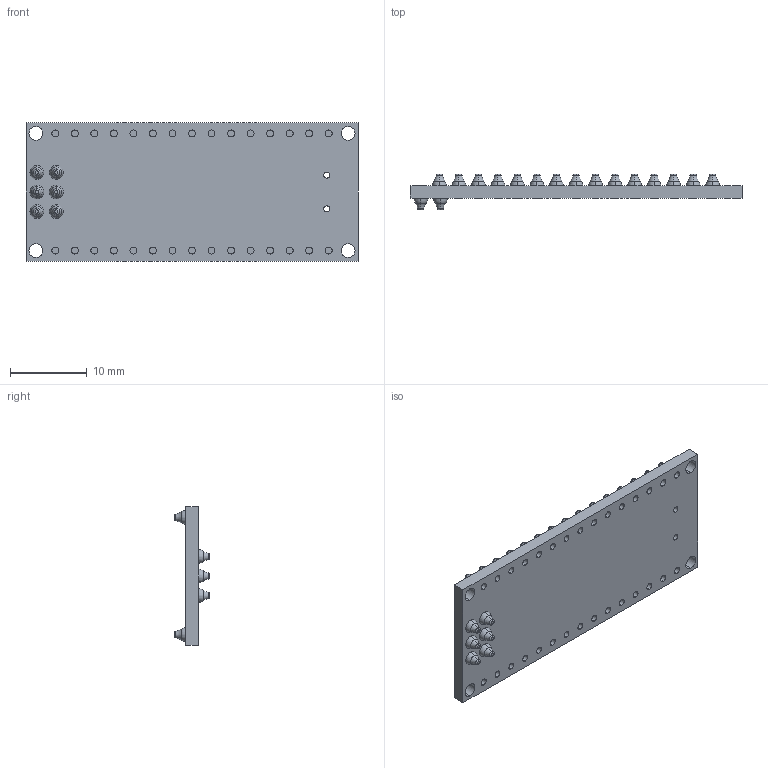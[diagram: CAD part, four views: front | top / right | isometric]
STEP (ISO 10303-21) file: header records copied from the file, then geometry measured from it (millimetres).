
FILE_DESCRIPTION (( 'STEP AP203' ), '1' );
FILE_NAME ('nano-board_Default_sldprt.STEP', '2024-02-04T16:44:17', ( '' ), ( '' ), 'SwSTEP 2.0', 'SolidWorks 2023', '' );
FILE_SCHEMA (( 'CONFIG_CONTROL_DESIGN' ));
Length unit declared in the file: millimetre
Products named in the file (1): nano-board_Default_sldprt
Bounding box: 43.2 x 4.6 x 18 mm (x, y, z)
Volume: 1264 mm3; surface area: 2093.5 mm2
Topology: 1 solids, 1 shells, 378 faces, 768 edges, 464 vertices
Faces by surface type: torus 216, cylinder 84, plane 78
Entity records: 10253 total; most frequent: DIRECTION 2198, CARTESIAN_POINT 1611, ORIENTED_EDGE 1536, AXIS2_PLACEMENT_3D 1051, EDGE_CURVE 768, CIRCLE 672, VERTEX_POINT 464, EDGE_LOOP 462
